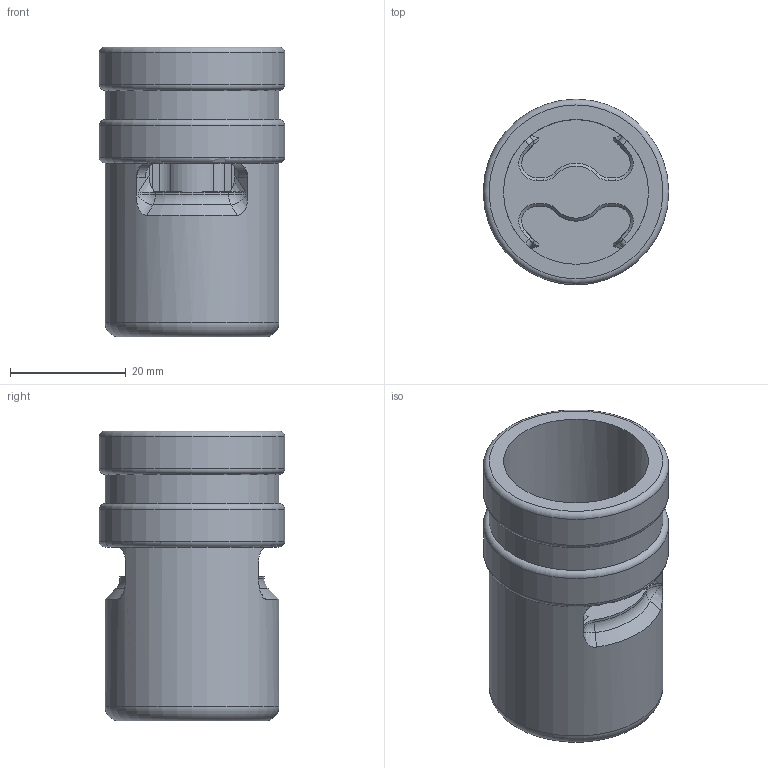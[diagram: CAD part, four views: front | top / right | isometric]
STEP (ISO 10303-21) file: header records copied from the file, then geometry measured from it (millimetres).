
FILE_DESCRIPTION(/* description */ (''),/* implementation_level */ '2;1');
FILE_NAME(/* name */ 'Arm bumper v3.step',/* time_stamp */ '2024-01-12T06:56:42+01:00',/* author */ (''),/* organization */ (''),/* preprocessor_version */ 'ST-DEVELOPER v20',/* originating_system */ 'Autodesk Translation Framework v12.14.0.127',/* authorisation */ '');
FILE_SCHEMA (('AUTOMOTIVE_DESIGN { 1 0 10303 214 3 1 1 }'));
Length unit declared in the file: millimetre
Products named in the file (1): Arm bumper
Bounding box: 32 x 32 x 50 mm (x, y, z)
Volume: 20903.7 mm3; surface area: 9170.4 mm2
Topology: 1 solids, 1 shells, 115 faces, 298 edges, 183 vertices
Faces by surface type: cylinder 34, bspline 28, plane 24, cone 17, torus 8, sphere 4
Full cylindrical faces by diameter (mm): 16 x1, 25 x1, 30 x2, 32 x2
Entity records: 4364 total; most frequent: CARTESIAN_POINT 1673, ORIENTED_EDGE 596, DIRECTION 505, EDGE_CURVE 298, AXIS2_PLACEMENT_3D 195, VERTEX_POINT 183, EDGE_LOOP 117, LINE 115
